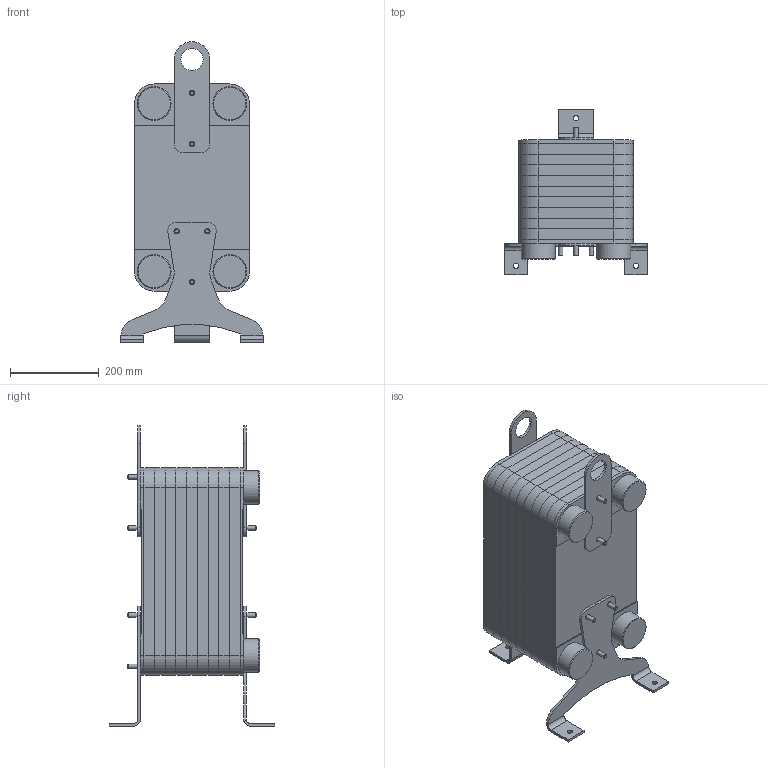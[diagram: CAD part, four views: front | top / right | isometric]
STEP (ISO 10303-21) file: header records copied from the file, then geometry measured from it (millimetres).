
FILE_DESCRIPTION(/* description */ (''),/* implementation_level */ '2;1');
FILE_NAME(/* name */ '3d_RMB110-8025300.stp',/* time_stamp */ '2020-01-10T09:57:43+01:00',/* author */ ('Andrzej'),/* organization */ (''),/* preprocessor_version */ 'ST-DEVELOPER v16.13',/* originating_system */ 'AutoCAD Mechanical',/* authorisation */ '');
FILE_SCHEMA (('AUTOMOTIVE_DESIGN { 1 0 10303 214 3 1 1 }'));
Length unit declared in the file: millimetre
Products named in the file (1): Product
Bounding box: 320 x 372 x 676 mm (x, y, z)
Volume: 28483648 mm3; surface area: 3225704.1 mm2
Topology: 19 solids, 19 shells, 235 faces, 1343 edges, 1947 vertices
Faces by surface type: plane 128, cylinder 94, cone 13
Full cylindrical faces by diameter (mm): 10 x9, 12 x12, 50 x2, 76.1 x4
Entity records: 13378 total; most frequent: CARTESIAN_POINT 3507, DIRECTION 2368, ORIENTED_EDGE 1022, AXIS2_PLACEMENT_3D 833, STYLED_ITEM 811, TRIMMED_CURVE 792, LINE 702, VECTOR 702
